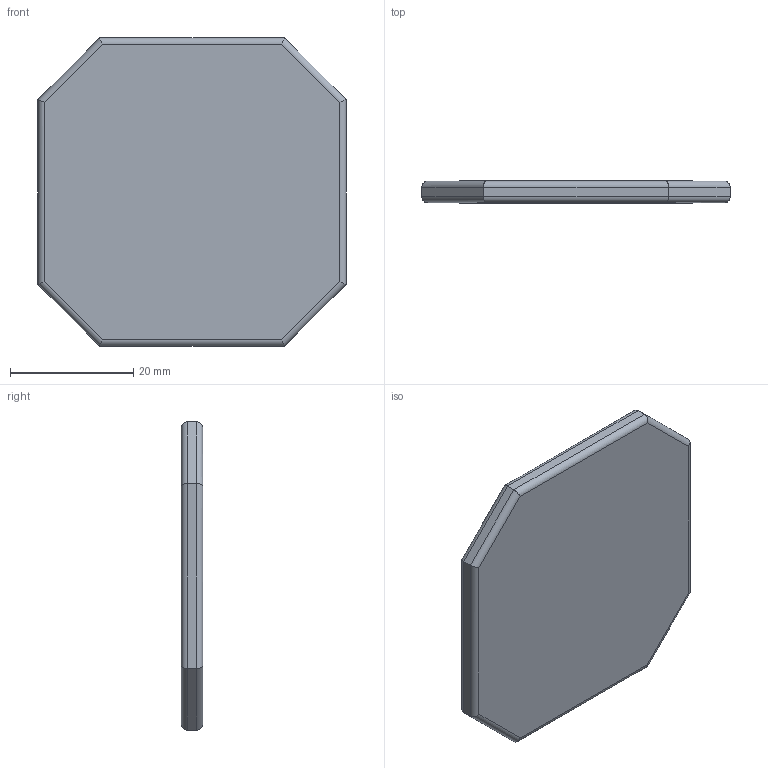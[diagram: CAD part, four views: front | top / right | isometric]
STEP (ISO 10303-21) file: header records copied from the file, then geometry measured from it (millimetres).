
FILE_DESCRIPTION(/* description */ (''),/* implementation_level */ '2;1');
FILE_NAME(/* name */ 'elder.step',/* time_stamp */ '2022-02-09T03:06:10-06:00',/* author */ (''),/* organization */ (''),/* preprocessor_version */ 'ST-DEVELOPER v18.1',/* originating_system */ 'Autodesk Translation Framework v10.13.0.1454',/* authorisation */ '');
FILE_SCHEMA (('AUTOMOTIVE_DESIGN { 1 0 10303 214 3 1 1 }'));
Length unit declared in the file: millimetre
Products named in the file (1): (Unsaved)
Bounding box: 50 x 3.5 x 50 mm (x, y, z)
Volume: 6713.2 mm3; surface area: 7926.8 mm2
Topology: 4 solids, 4 shells, 65 faces, 151 edges, 98 vertices
Faces by surface type: plane 33, cylinder 24, bspline 8
Full cylindrical faces by diameter (mm): 5.1 x4
Entity records: 3177 total; most frequent: CARTESIAN_POINT 1691, ORIENTED_EDGE 302, DIRECTION 283, EDGE_CURVE 151, LINE 103, VECTOR 103, VERTEX_POINT 98, AXIS2_PLACEMENT_3D 90
